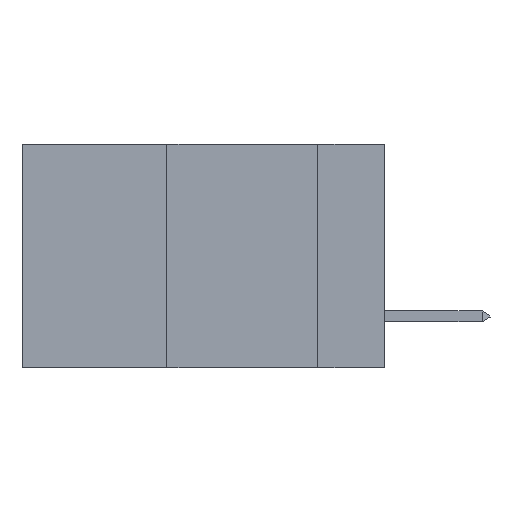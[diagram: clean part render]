
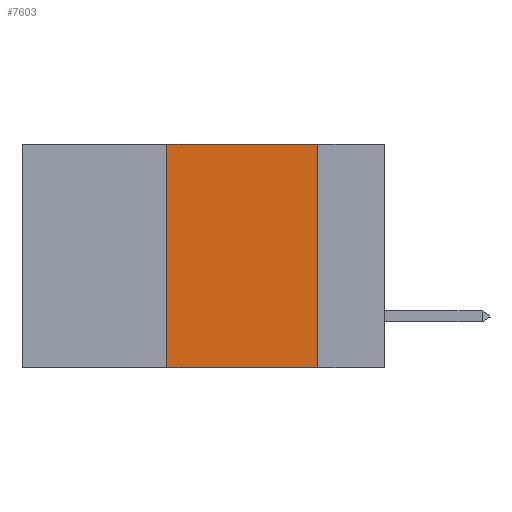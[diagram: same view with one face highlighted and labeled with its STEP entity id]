
A CAD part, left-side view. The second image highlights one B-rep face of the part: STEP entity #7603.
In plain terms, the highlighted planar face has unit normal (-1, 0, 0).
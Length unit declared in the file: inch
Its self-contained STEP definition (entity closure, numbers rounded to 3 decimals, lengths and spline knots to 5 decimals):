
#174 = EDGE_LOOP ( 'NONE', ( #14337, #29876, #23109, #14044 ) ) ;
#540 = EDGE_CURVE ( 'NONE', #35976, #24994, #6500, .T. ) ;
#651 = LINE ( 'NONE', #5989, #10102 ) ;
#2034 = AXIS2_PLACEMENT_3D ( 'NONE', #32481, #22819, #12384 ) ;
#3476 = DIRECTION ( 'NONE',  ( 0., -1., 0. ) ) ;
#5989 = CARTESIAN_POINT ( 'NONE',  ( 0., 0.6, -0.37 ) ) ;
#6500 = LINE ( 'NONE', #9082, #19684 ) ;
#7603 = ADVANCED_FACE ( 'NONE', ( #20679 ), #32629, .F. ) ;
#8136 = CARTESIAN_POINT ( 'NONE',  ( 0., 0.11, 0. ) ) ;
#9082 = CARTESIAN_POINT ( 'NONE',  ( 0., 0.11, 0. ) ) ;
#9398 = EDGE_CURVE ( 'NONE', #29066, #27362, #41782, .T. ) ;
#10102 = VECTOR ( 'NONE', #3476, 39.37008 ) ;
#12384 = DIRECTION ( 'NONE',  ( 0., 0., -1. ) ) ;
#14044 = ORIENTED_EDGE ( 'NONE', *, *, #32620, .T. ) ;
#14337 = ORIENTED_EDGE ( 'NONE', *, *, #540, .F. ) ;
#18924 = CARTESIAN_POINT ( 'NONE',  ( 0., 0.36, 0. ) ) ;
#19092 = CARTESIAN_POINT ( 'NONE',  ( 0., 0.36, 0. ) ) ;
#19684 = VECTOR ( 'NONE', #32714, 39.37008 ) ;
#20679 = FACE_OUTER_BOUND ( 'NONE', #174, .T. ) ;
#22019 = DIRECTION ( 'NONE',  ( 0., 0., 1. ) ) ;
#22819 = DIRECTION ( 'NONE',  ( 1., 0., 0. ) ) ;
#23109 = ORIENTED_EDGE ( 'NONE', *, *, #9398, .F. ) ;
#24994 = VERTEX_POINT ( 'NONE', #35526 ) ;
#27362 = VERTEX_POINT ( 'NONE', #18924 ) ;
#29066 = VERTEX_POINT ( 'NONE', #33769 ) ;
#29876 = ORIENTED_EDGE ( 'NONE', *, *, #30107, .F. ) ;
#30107 = EDGE_CURVE ( 'NONE', #27362, #35976, #30815, .T. ) ;
#30815 = LINE ( 'NONE', #43409, #31863 ) ;
#31863 = VECTOR ( 'NONE', #32980, 39.37008 ) ;
#32481 = CARTESIAN_POINT ( 'NONE',  ( 0., 0.6, 0. ) ) ;
#32620 = EDGE_CURVE ( 'NONE', #29066, #24994, #651, .T. ) ;
#32629 = PLANE ( 'NONE',  #2034 ) ;
#32714 = DIRECTION ( 'NONE',  ( 0., 0., -1. ) ) ;
#32980 = DIRECTION ( 'NONE',  ( 0., -1., 0. ) ) ;
#33769 = CARTESIAN_POINT ( 'NONE',  ( 0., 0.36, -0.37 ) ) ;
#35526 = CARTESIAN_POINT ( 'NONE',  ( 0., 0.11, -0.37 ) ) ;
#35976 = VERTEX_POINT ( 'NONE', #8136 ) ;
#38554 = VECTOR ( 'NONE', #22019, 39.37008 ) ;
#41782 = LINE ( 'NONE', #19092, #38554 ) ;
#43409 = CARTESIAN_POINT ( 'NONE',  ( 0., 0.6, 0. ) ) ;
